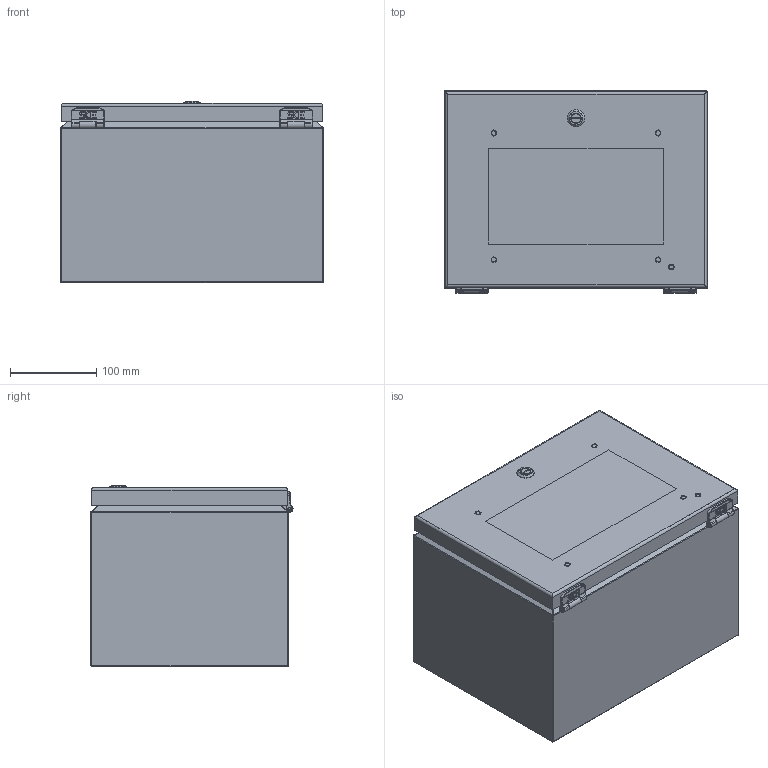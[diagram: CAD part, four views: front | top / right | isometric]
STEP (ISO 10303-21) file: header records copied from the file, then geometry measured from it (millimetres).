
FILE_DESCRIPTION (( 'STEP AP214' ), '1' );
FILE_NAME ('SCE-L9128ELJ.STEP', '2023-03-21T17:49:44', ( '' ), ( '' ), 'SwSTEP 2.0', 'SolidWorks 2021', '' );
FILE_SCHEMA (( 'AUTOMOTIVE_DESIGN' ));
Length unit declared in the file: inch
Products named in the file (1): SCE-L9128ELJ
Bounding box: 304.9 x 234.18 x 210.72 mm (x, y, z)
Volume: 914440.2 mm3; surface area: 982250.9 mm2
Topology: 43 solids, 43 shells, 1532 faces, 3714 edges, 2172 vertices
Faces by surface type: plane 760, cylinder 394, bspline 212, torus 78, cone 46, sphere 42
Full cylindrical faces by diameter (mm): 3.505 x8, 3.81 x2, 3.962 x6, 4.013 x6, 4.166 x2, 4.42 x2, 4.775 x6, 4.826 x5, 5.08 x1, 5.385 x4, 5.537 x2, 6.058 x1, 6.35 x8, 6.463 x1, 6.502 x2, 6.604 x2, 6.655 x4, 6.824 x1, 7.112 x4, 7.167 x1, 7.216 x4, 7.874 x1, 8.28 x1, 8.89 x1, 9.474 x4, 10.922 x1, 11.684 x1, 12.065 x1, 16.002 x1, 20.018 x1
Entity records: 50937 total; most frequent: CARTESIAN_POINT 17447, ORIENTED_EDGE 6798, DIRECTION 6469, EDGE_CURVE 3399, AXIS2_PLACEMENT_3D 2358, VERTEX_POINT 2152, EDGE_LOOP 1795, LINE 1753
